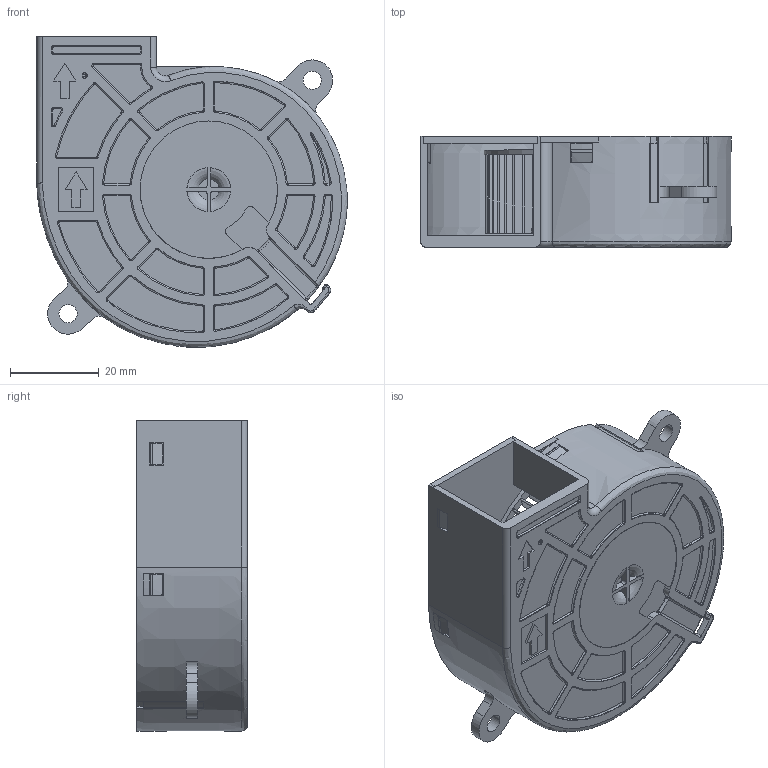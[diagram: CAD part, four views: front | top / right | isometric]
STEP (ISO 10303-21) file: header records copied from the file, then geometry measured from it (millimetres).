
FILE_DESCRIPTION((''),'2;1');
FILE_NAME('BUB0712HJ-00_ASM','2022-02-24T17:40:02',('CHENGXUAN.YU'),(''),'CREO PARAMETRIC BY PTC INC, 2018400','CREO PARAMETRIC BY PTC INC, 2018400','');
FILE_SCHEMA(('CONFIG_CONTROL_DESIGN'));
Length unit declared in the file: millimetre
Products named in the file (5): 410407570000_15; 410319440000_16; 410131760000_2; BUB0712HJ-00_ASM_1_ASM; BUB0712HJ-00_ASM
Assembly tree (4 placements, depth 3):
  BUB0712HJ-00_ASM
    BUB0712HJ-00_ASM_1_ASM
      410407570000_15
      410319440000_16
      410131760000_2
Bounding box: 70.03 x 25 x 70.07 mm (x, y, z)
Volume: 30796.4 mm3; surface area: 37980.3 mm2
Topology: 3 solids, 15 shells, 998 faces, 2938 edges, 1896 vertices
Faces by surface type: cylinder 431, plane 351, bspline 95, torus 80, extrusion 31, cone 7, sphere 3
Entity records: 37167 total; most frequent: CARTESIAN_POINT 10175, ORIENTED_EDGE 5868, DIRECTION 5607, EDGE_CURVE 2934, AXIS2_PLACEMENT_3D 2010, VERTEX_POINT 1896, VECTOR 1587, LINE 1556
